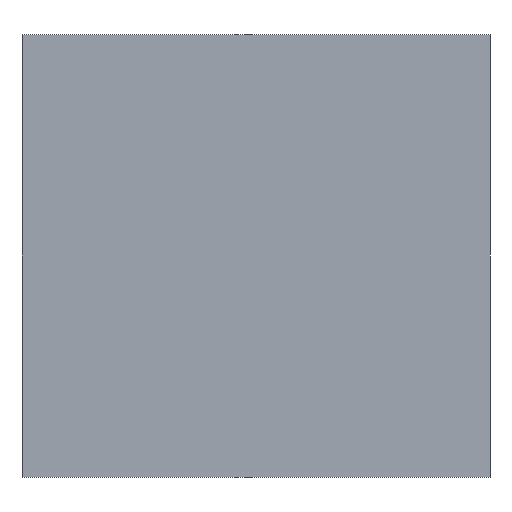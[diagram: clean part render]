
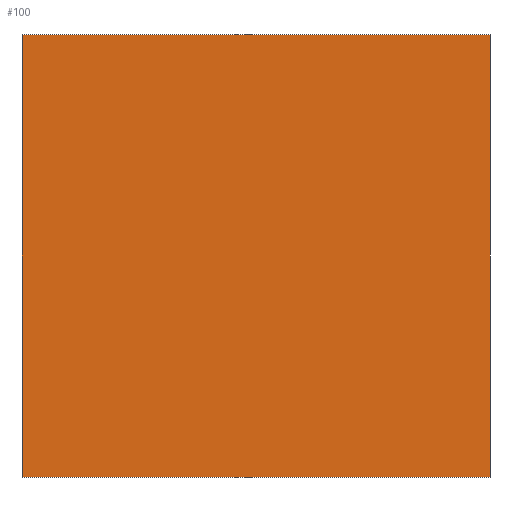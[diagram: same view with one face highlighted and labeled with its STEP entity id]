
A CAD part, front view. The second image highlights one B-rep face of the part: STEP entity #100.
In plain terms, the highlighted planar face has unit normal (0, -1, 0).
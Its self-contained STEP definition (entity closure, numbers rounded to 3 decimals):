
#3 = VECTOR ( 'NONE', #148, 1000. ) ;
#21 = ORIENTED_EDGE ( 'NONE', *, *, #80, .F. ) ;
#23 = CARTESIAN_POINT ( 'NONE',  ( -3.7, 0., 3.5 ) ) ;
#25 = ORIENTED_EDGE ( 'NONE', *, *, #48, .F. ) ;
#27 = CARTESIAN_POINT ( 'NONE',  ( -3.7, 0., -3.5 ) ) ;
#31 = VERTEX_POINT ( 'NONE', #23 ) ;
#35 = LINE ( 'NONE', #181, #59 ) ;
#45 = CARTESIAN_POINT ( 'NONE',  ( 3.7, 0., -3.5 ) ) ;
#48 = EDGE_CURVE ( 'NONE', #78, #175, #84, .T. ) ;
#49 = EDGE_LOOP ( 'NONE', ( #25, #76, #21, #158 ) ) ;
#55 = DIRECTION ( 'NONE',  ( 0., 0., -1. ) ) ;
#59 = VECTOR ( 'NONE', #197, 1000. ) ;
#69 = DIRECTION ( 'NONE',  ( -1., 0., 0. ) ) ;
#76 = ORIENTED_EDGE ( 'NONE', *, *, #191, .F. ) ;
#78 = VERTEX_POINT ( 'NONE', #79 ) ;
#79 = CARTESIAN_POINT ( 'NONE',  ( 3.7, 0., 3.5 ) ) ;
#80 = EDGE_CURVE ( 'NONE', #178, #31, #138, .T. ) ;
#84 = LINE ( 'NONE', #97, #110 ) ;
#88 = EDGE_CURVE ( 'NONE', #175, #178, #177, .T. ) ;
#97 = CARTESIAN_POINT ( 'NONE',  ( 3.7, 0., 3.5 ) ) ;
#100 = ADVANCED_FACE ( 'NONE', ( #200 ), #139, .T. ) ;
#102 = CARTESIAN_POINT ( 'NONE',  ( 0., 0., 0. ) ) ;
#110 = VECTOR ( 'NONE', #116, 1000. ) ;
#113 = CARTESIAN_POINT ( 'NONE',  ( -3.7, 0., 3.5 ) ) ;
#116 = DIRECTION ( 'NONE',  ( 0., 0., -1. ) ) ;
#117 = AXIS2_PLACEMENT_3D ( 'NONE', #102, #167, #55 ) ;
#138 = LINE ( 'NONE', #113, #3 ) ;
#139 = PLANE ( 'NONE',  #117 ) ;
#143 = VECTOR ( 'NONE', #69, 1000. ) ;
#148 = DIRECTION ( 'NONE',  ( 0., 0., 1. ) ) ;
#152 = CARTESIAN_POINT ( 'NONE',  ( -3.7, 0., -3.5 ) ) ;
#158 = ORIENTED_EDGE ( 'NONE', *, *, #88, .F. ) ;
#167 = DIRECTION ( 'NONE',  ( 0., -1., 0. ) ) ;
#175 = VERTEX_POINT ( 'NONE', #45 ) ;
#177 = LINE ( 'NONE', #27, #143 ) ;
#178 = VERTEX_POINT ( 'NONE', #152 ) ;
#181 = CARTESIAN_POINT ( 'NONE',  ( -3.7, 0., 3.5 ) ) ;
#191 = EDGE_CURVE ( 'NONE', #31, #78, #35, .T. ) ;
#197 = DIRECTION ( 'NONE',  ( 1., 0., 0. ) ) ;
#200 = FACE_OUTER_BOUND ( 'NONE', #49, .T. ) ;
